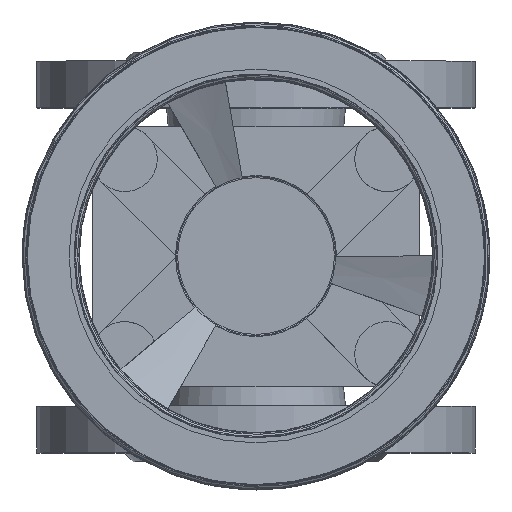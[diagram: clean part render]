
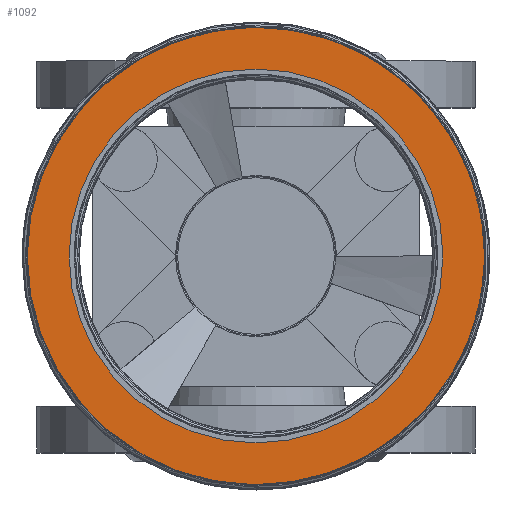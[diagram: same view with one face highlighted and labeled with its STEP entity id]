
A CAD part, top view. The second image highlights one B-rep face of the part: STEP entity #1092.
In plain terms, the highlighted planar face has unit normal (0, 0, 1).
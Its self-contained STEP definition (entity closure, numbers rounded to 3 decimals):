
#1092=ADVANCED_FACE('',(#27076,#27078),#27080,.T.);
#27076=FACE_BOUND('',#27077,.T.);
#27077=EDGE_LOOP('',(#49559));
#27078=FACE_BOUND('',#27079,.T.);
#27079=EDGE_LOOP('',(#49560));
#27080=PLANE('',#27081);
#27081=AXIS2_PLACEMENT_3D('',#27082,#27083,#27084);
#27082=CARTESIAN_POINT('',(31802.369,-15517.347,266.247));
#27083=DIRECTION('',(0.,0.,1.));
#27084=DIRECTION('',(0.,-1.,0.));
#49559=ORIENTED_EDGE('',*,*,#66152,.T.);
#49560=ORIENTED_EDGE('',*,*,#66153,.F.);
#66152=EDGE_CURVE('',#77293,#77293,#77294,.T.);
#66153=EDGE_CURVE('',#77295,#77295,#77296,.T.);
#77293=VERTEX_POINT('',#99115);
#77294=CIRCLE('',#99116,78.224);
#77295=VERTEX_POINT('',#99120);
#77296=CIRCLE('',#99121,63.915);
#99115=CARTESIAN_POINT('',(31656.758,-15517.347,266.247));
#99116=AXIS2_PLACEMENT_3D('',#99117,#99118,#99119);
#99117=CARTESIAN_POINT('',(31734.982,-15517.347,266.247));
#99118=DIRECTION('',(0.,0.,1.));
#99119=DIRECTION('',(1.,0.,0.));
#99120=CARTESIAN_POINT('',(31671.067,-15517.347,266.247));
#99121=AXIS2_PLACEMENT_3D('',#99122,#99123,#99124);
#99122=CARTESIAN_POINT('',(31734.982,-15517.347,266.247));
#99123=DIRECTION('',(0.,0.,1.));
#99124=DIRECTION('',(1.,0.,0.));
